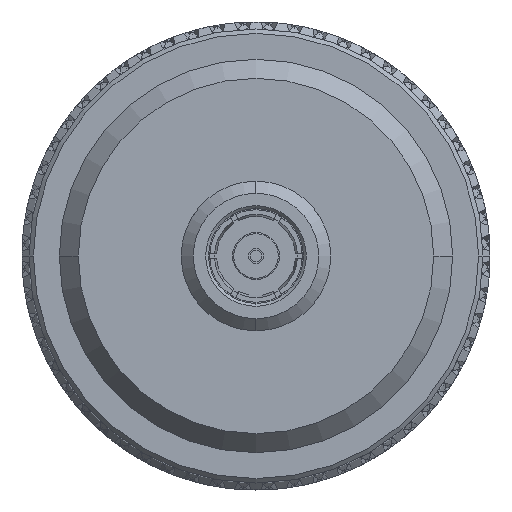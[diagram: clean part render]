
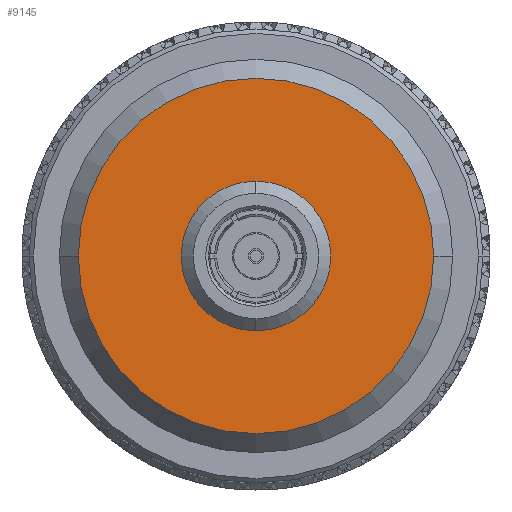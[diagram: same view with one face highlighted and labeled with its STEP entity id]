
A CAD part, left-side view. The second image highlights one B-rep face of the part: STEP entity #9145.
In plain terms, the highlighted face is planar.
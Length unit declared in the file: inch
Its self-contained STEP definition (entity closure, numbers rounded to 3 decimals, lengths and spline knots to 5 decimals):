
#78 = CARTESIAN_POINT ( 'NONE',  ( 0.70446, 0., 0. ) ) ;
#1274 = VERTEX_POINT ( 'NONE', #96592 ) ;
#3269 = CARTESIAN_POINT ( 'NONE',  ( 0.70446, 0., 0. ) ) ;
#3346 = DIRECTION ( 'NONE',  ( 0., -1., 0. ) ) ;
#3617 = CIRCLE ( 'NONE', #75900, 0.30377 ) ;
#6077 = EDGE_LOOP ( 'NONE', ( #7351, #12650 ) ) ;
#6774 = CARTESIAN_POINT ( 'NONE',  ( 0.70446, -0.30377, 0. ) ) ;
#7351 = ORIENTED_EDGE ( 'NONE', *, *, #59858, .F. ) ;
#9145 = ADVANCED_FACE ( 'NONE', ( #11878, #35991 ), #95826, .F. ) ;
#11878 = FACE_OUTER_BOUND ( 'NONE', #6077, .T. ) ;
#12650 = ORIENTED_EDGE ( 'NONE', *, *, #26953, .F. ) ;
#17788 = DIRECTION ( 'NONE',  ( -1., 0., 0. ) ) ;
#17855 = DIRECTION ( 'NONE',  ( 0., -1., 0. ) ) ;
#17958 = EDGE_LOOP ( 'NONE', ( #40630, #90275 ) ) ;
#18466 = AXIS2_PLACEMENT_3D ( 'NONE', #3269, #67035, #17855 ) ;
#25881 = VERTEX_POINT ( 'NONE', #60066 ) ;
#26497 = CARTESIAN_POINT ( 'NONE',  ( 0.70446, 0.30377, 0. ) ) ;
#26953 = EDGE_CURVE ( 'NONE', #25881, #96733, #3617, .T. ) ;
#28652 = DIRECTION ( 'NONE',  ( 0., -1., 0. ) ) ;
#32712 = AXIS2_PLACEMENT_3D ( 'NONE', #26497, #57681, #3346 ) ;
#32745 = DIRECTION ( 'NONE',  ( -1., 0., 0. ) ) ;
#35991 = FACE_BOUND ( 'NONE', #17958, .T. ) ;
#37183 = CARTESIAN_POINT ( 'NONE',  ( 0.70446, 0., 0. ) ) ;
#40630 = ORIENTED_EDGE ( 'NONE', *, *, #86044, .T. ) ;
#44257 = VERTEX_POINT ( 'NONE', #47937 ) ;
#47937 = CARTESIAN_POINT ( 'NONE',  ( 0.70446, -0.10617, 0. ) ) ;
#48490 = DIRECTION ( 'NONE',  ( 0., -1., 0. ) ) ;
#56030 = CARTESIAN_POINT ( 'NONE',  ( 0.70446, 0., 0. ) ) ;
#57681 = DIRECTION ( 'NONE',  ( -1., 0., 0. ) ) ;
#59858 = EDGE_CURVE ( 'NONE', #96733, #25881, #92309, .T. ) ;
#60066 = CARTESIAN_POINT ( 'NONE',  ( 0.70446, 0.30377, 0. ) ) ;
#63245 = CIRCLE ( 'NONE', #71285, 0.10617 ) ;
#64847 = AXIS2_PLACEMENT_3D ( 'NONE', #78, #32745, #93065 ) ;
#67035 = DIRECTION ( 'NONE',  ( -1., 0., 0. ) ) ;
#71285 = AXIS2_PLACEMENT_3D ( 'NONE', #37183, #83910, #28652 ) ;
#75900 = AXIS2_PLACEMENT_3D ( 'NONE', #56030, #17788, #48490 ) ;
#77643 = CIRCLE ( 'NONE', #64847, 0.10617 ) ;
#82785 = EDGE_CURVE ( 'NONE', #1274, #44257, #77643, .T. ) ;
#83910 = DIRECTION ( 'NONE',  ( -1., 0., 0. ) ) ;
#86044 = EDGE_CURVE ( 'NONE', #44257, #1274, #63245, .T. ) ;
#90275 = ORIENTED_EDGE ( 'NONE', *, *, #82785, .T. ) ;
#92309 = CIRCLE ( 'NONE', #18466, 0.30377 ) ;
#93065 = DIRECTION ( 'NONE',  ( 0., -1., 0. ) ) ;
#95826 = PLANE ( 'NONE',  #32712 ) ;
#96592 = CARTESIAN_POINT ( 'NONE',  ( 0.70446, 0.10617, 0. ) ) ;
#96733 = VERTEX_POINT ( 'NONE', #6774 ) ;
